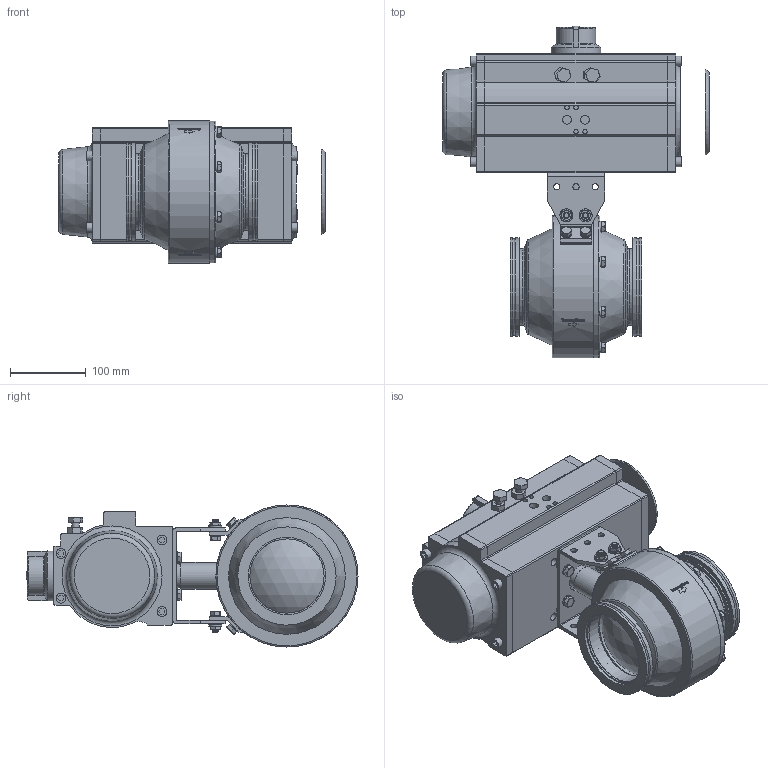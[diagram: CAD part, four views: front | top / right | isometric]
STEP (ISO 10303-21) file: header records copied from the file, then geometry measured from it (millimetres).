
FILE_DESCRIPTION(/* description */ (''),/* implementation_level */ '2;1');
FILE_NAME(/* name */ '3007430c.stp',/* time_stamp */ '2021-05-03T14:57:52-04:00',/* author */ ('Sana_M'),/* organization */ (''),/* preprocessor_version */ 'ST-DEVELOPER v18.1',/* originating_system */ 'Autodesk Inventor 2021',/* authorisation */ '');
FILE_SCHEMA (('AUTOMOTIVE_DESIGN { 1 0 10303 214 3 1 1 }'));
Products named in the file (1): 3007430c
Bounding box: 353.06 x 439.21 x 187.96 mm (x, y, z)
Surface area: 564378.4 mm2 (no closed solid volume)
Topology: 0 solids, 91 shells, 1163 faces, 4139 edges, 3002 vertices
Faces by surface type: plane 569, cylinder 348, cone 166, bspline 62, torus 16, sphere 2
Full cylindrical faces by diameter (mm): 3.988 x4, 4.826 x4, 5.842 x4, 6.35 x1, 6.563 x84, 7.938 x84, 8.433 x6, 9 x2, 10 x2, 10.716 x4, 11.43 x2, 12.509 x4, 12.954 x8, 14.287 x16, 17.066 x4, 31.75 x1, 35.56 x1, 36.576 x1, 39.37 x1, 66.04 x1, 98.298 x2, 98.425 x3, 101.6 x2, 102.21 x2, 103.632 x2, 112.268 x2, 130.048 x4, 187.96 x2
Entity records: 68512 total; most frequent: CARTESIAN_POINT 33904, ORIENTED_EDGE 6569, DIRECTION 6529, EDGE_CURVE 4135, VERTEX_POINT 3002, AXIS2_PLACEMENT_3D 2334, LINE 1861, VECTOR 1861
